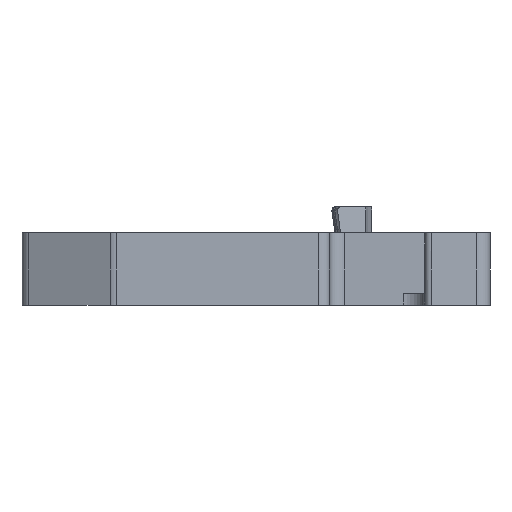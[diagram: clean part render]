
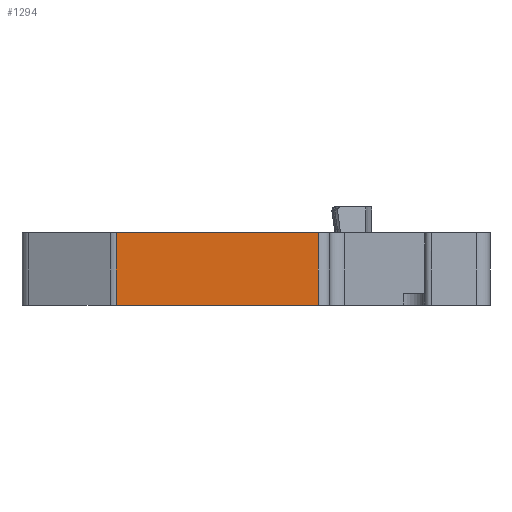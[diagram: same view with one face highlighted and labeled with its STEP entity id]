
A CAD part, left-side view. The second image highlights one B-rep face of the part: STEP entity #1294.
In plain terms, the highlighted planar face has unit normal (-1, 0, 0).
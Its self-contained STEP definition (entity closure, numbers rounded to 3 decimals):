
#1294=ADVANCED_FACE('',(#2821),#2191,.T.);
#2191=PLANE('',#18520);
#2821=FACE_OUTER_BOUND('',#3783,.T.);
#3783=EDGE_LOOP('',(#5768,#5769,#5770,#5771));
#5768=ORIENTED_EDGE('',*,*,#12582,.T.);
#5769=ORIENTED_EDGE('',*,*,#12583,.T.);
#5770=ORIENTED_EDGE('',*,*,#12580,.T.);
#5771=ORIENTED_EDGE('',*,*,#12337,.F.);
#10584=VERTEX_POINT('',#26227);
#10585=VERTEX_POINT('',#26229);
#10743=VERTEX_POINT('',#26734);
#10744=VERTEX_POINT('',#26738);
#12337=EDGE_CURVE('',#10584,#10585,#14747,.T.);
#12580=EDGE_CURVE('',#10743,#10585,#14913,.T.);
#12582=EDGE_CURVE('',#10584,#10744,#14914,.T.);
#12583=EDGE_CURVE('',#10744,#10743,#14915,.T.);
#14747=LINE('',#26228,#16682);
#14913=LINE('',#26733,#16848);
#14914=LINE('',#26737,#16849);
#14915=LINE('',#26739,#16850);
#16682=VECTOR('',#20646,1.);
#16848=VECTOR('',#21112,1.);
#16849=VECTOR('',#21117,1.);
#16850=VECTOR('',#21118,1.);
#18520=AXIS2_PLACEMENT_3D('',#26740,#21119,#21120);
#20646=DIRECTION('',(0.,1.,0.));
#21112=DIRECTION('',(0.,0.,-1.));
#21117=DIRECTION('',(0.,0.,1.));
#21118=DIRECTION('',(0.,1.,0.));
#21119=DIRECTION('',(-1.,0.,0.));
#21120=DIRECTION('',(0.,1.,0.));
#26227=CARTESIAN_POINT('',(289.438,369.875,0.));
#26228=CARTESIAN_POINT('',(289.438,383.859,0.));
#26229=CARTESIAN_POINT('',(289.438,383.854,0.));
#26733=CARTESIAN_POINT('',(289.438,383.854,0.));
#26734=CARTESIAN_POINT('',(289.438,383.854,5.));
#26737=CARTESIAN_POINT('',(289.438,369.875,0.));
#26738=CARTESIAN_POINT('',(289.438,369.875,5.));
#26739=CARTESIAN_POINT('',(289.438,383.859,5.));
#26740=CARTESIAN_POINT('',(289.438,383.859,0.));
